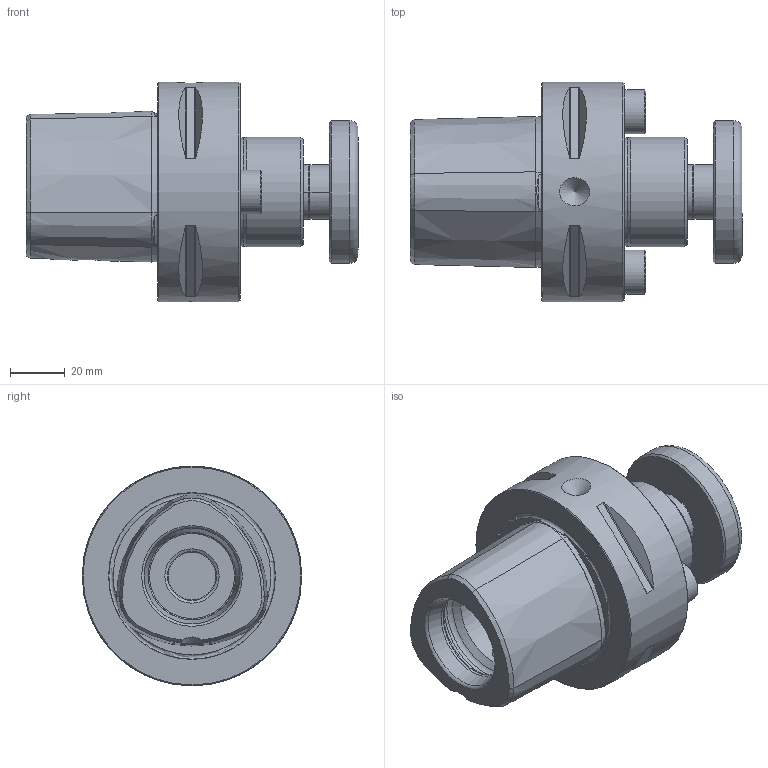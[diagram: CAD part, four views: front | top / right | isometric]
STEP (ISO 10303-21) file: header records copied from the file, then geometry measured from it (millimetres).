
FILE_DESCRIPTION( ( 'Unknown' ), '1' );
FILE_NAME( '280804010-D.stp', 'Unknown', ( 'Unknown' ), ( 'Unknown' ), 'PSStep 15.0.49', 'Unknown', ' ' );
FILE_SCHEMA( ( 'AUTOMOTIVE_DESIGN { 1 0 10303 214 1 1 1 1 }' ) );
Length unit declared in the file: millimetre
Products named in the file (6): Assem1; 0003475; 0003390; 0010544; 0010545; 0002801
Assembly tree (7 placements, depth 2):
  Assem1
    0003475
    0003390  x2
    0010544  x2
    0010545
    0002801
Bounding box: 121 x 80 x 80 mm (x, y, z)
Volume: 272918.8 mm3; surface area: 51173 mm2
Topology: 7 solids, 7 shells, 243 faces, 570 edges, 361 vertices
Faces by surface type: cone 92, plane 68, cylinder 62, torus 21
Full cylindrical faces by diameter (mm): 4 x1, 4.897 x2, 4.917 x2, 6.2 x2, 9.1 x2, 10 x2, 14 x4, 16 x4, 17.294 x2, 17.835 x2, 20.5 x1, 21 x1, 32 x2, 37.2 x1, 38 x1, 39.4 x1, 40 x1, 52 x1, 80 x1
Entity records: 7630 total; most frequent: CARTESIAN_POINT 1646, DIRECTION 920, ORIENTED_EDGE 756, AXIS2_PLACEMENT_3D 405, EDGE_CURVE 378, EDGE_LOOP 300, VERTEX_POINT 277, FACE_OUTER_BOUND 244
